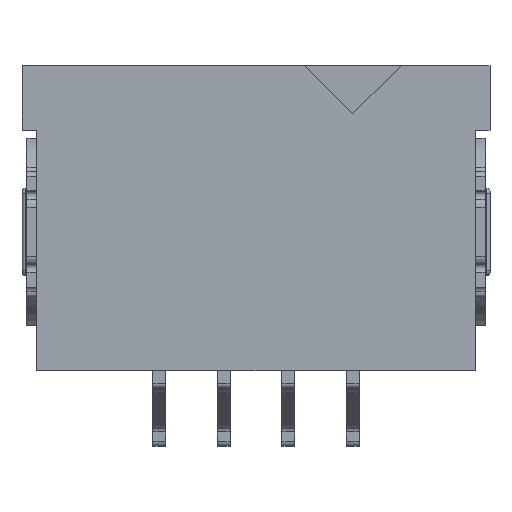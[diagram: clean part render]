
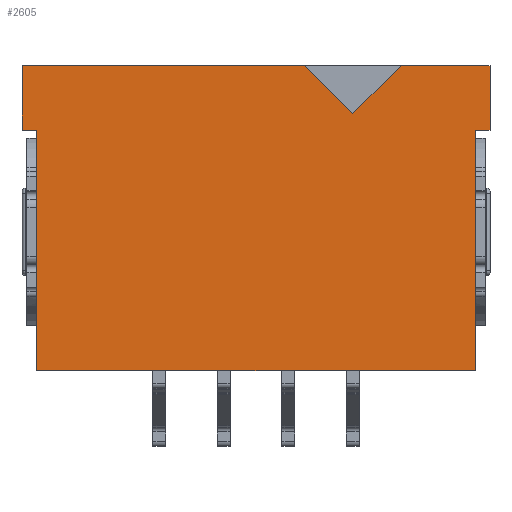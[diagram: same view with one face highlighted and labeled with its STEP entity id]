
A CAD part, front view. The second image highlights one B-rep face of the part: STEP entity #2605.
In plain terms, the highlighted planar face has unit normal (0, -1, 0).
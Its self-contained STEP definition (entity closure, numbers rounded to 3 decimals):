
#993=CARTESIAN_POINT('',(0.,-4.125,6.25));
#994=VERTEX_POINT('',#993);
#995=CARTESIAN_POINT('',(1.5,-4.125,7.75));
#996=VERTEX_POINT('',#995);
#997=CARTESIAN_POINT('',(0.,-4.125,6.25));
#998=DIRECTION('',(0.707,0.,0.707));
#999=VECTOR('',#998,2.121);
#1000=LINE('',#997,#999);
#1001=EDGE_CURVE('',#994,#996,#1000,.T.);
#1033=CARTESIAN_POINT('',(-1.5,-4.125,7.75));
#1034=VERTEX_POINT('',#1033);
#1035=CARTESIAN_POINT('',(-1.5,-4.125,7.75));
#1036=DIRECTION('',(0.707,0.,-0.707));
#1037=VECTOR('',#1036,2.121);
#1038=LINE('',#1035,#1037);
#1039=EDGE_CURVE('',#1034,#994,#1038,.T.);
#2526=CARTESIAN_POINT('',(-3.,-4.125,3.025));
#2527=DIRECTION('',(1.,0.,0.));
#2528=DIRECTION('',(0.,-1.,0.));
#2529=AXIS2_PLACEMENT_3D('',#2526,#2528,#2527);
#2530=PLANE('',#2529);
#2531=CARTESIAN_POINT('',(4.25,-4.125,7.75));
#2532=VERTEX_POINT('',#2531);
#2533=CARTESIAN_POINT('',(4.25,-4.125,7.75));
#2534=DIRECTION('',(-1.,0.,0.));
#2535=VECTOR('',#2534,2.75);
#2536=LINE('',#2533,#2535);
#2537=EDGE_CURVE('',#2532,#996,#2536,.T.);
#2538=ORIENTED_EDGE('',*,*,#2537,.T.);
#2539=ORIENTED_EDGE('',*,*,#1001,.F.);
#2540=ORIENTED_EDGE('',*,*,#1039,.F.);
#2541=CARTESIAN_POINT('',(-10.25,-4.125,7.75));
#2542=VERTEX_POINT('',#2541);
#2543=CARTESIAN_POINT('',(-1.5,-4.125,7.75));
#2544=DIRECTION('',(-1.,0.,0.));
#2545=VECTOR('',#2544,8.75);
#2546=LINE('',#2543,#2545);
#2547=EDGE_CURVE('',#1034,#2542,#2546,.T.);
#2548=ORIENTED_EDGE('',*,*,#2547,.T.);
#2549=CARTESIAN_POINT('',(-10.25,-4.125,5.75));
#2550=VERTEX_POINT('',#2549);
#2551=CARTESIAN_POINT('',(-10.25,-4.125,7.75));
#2552=DIRECTION('',(0.,0.,-1.));
#2553=VECTOR('',#2552,2.);
#2554=LINE('',#2551,#2553);
#2555=EDGE_CURVE('',#2542,#2550,#2554,.T.);
#2556=ORIENTED_EDGE('',*,*,#2555,.T.);
#2557=CARTESIAN_POINT('',(-9.8,-4.125,5.75));
#2558=VERTEX_POINT('',#2557);
#2559=CARTESIAN_POINT('',(-10.25,-4.125,5.75));
#2560=DIRECTION('',(1.,0.,0.));
#2561=VECTOR('',#2560,0.45);
#2562=LINE('',#2559,#2561);
#2563=EDGE_CURVE('',#2550,#2558,#2562,.T.);
#2564=ORIENTED_EDGE('',*,*,#2563,.T.);
#2565=CARTESIAN_POINT('',(-9.8,-4.125,-1.7));
#2566=VERTEX_POINT('',#2565);
#2567=CARTESIAN_POINT('',(-9.8,-4.125,5.75));
#2568=DIRECTION('',(0.,0.,-1.));
#2569=VECTOR('',#2568,7.45);
#2570=LINE('',#2567,#2569);
#2571=EDGE_CURVE('',#2558,#2566,#2570,.T.);
#2572=ORIENTED_EDGE('',*,*,#2571,.T.);
#2573=CARTESIAN_POINT('',(3.8,-4.125,-1.7));
#2574=VERTEX_POINT('',#2573);
#2575=CARTESIAN_POINT('',(-9.8,-4.125,-1.7));
#2576=DIRECTION('',(1.,0.,0.));
#2577=VECTOR('',#2576,13.6);
#2578=LINE('',#2575,#2577);
#2579=EDGE_CURVE('',#2566,#2574,#2578,.T.);
#2580=ORIENTED_EDGE('',*,*,#2579,.T.);
#2581=CARTESIAN_POINT('',(3.8,-4.125,5.75));
#2582=VERTEX_POINT('',#2581);
#2583=CARTESIAN_POINT('',(3.8,-4.125,-1.7));
#2584=DIRECTION('',(0.,0.,1.));
#2585=VECTOR('',#2584,7.45);
#2586=LINE('',#2583,#2585);
#2587=EDGE_CURVE('',#2574,#2582,#2586,.T.);
#2588=ORIENTED_EDGE('',*,*,#2587,.T.);
#2589=CARTESIAN_POINT('',(4.25,-4.125,5.75));
#2590=VERTEX_POINT('',#2589);
#2591=CARTESIAN_POINT('',(3.8,-4.125,5.75));
#2592=DIRECTION('',(1.,0.,0.));
#2593=VECTOR('',#2592,0.45);
#2594=LINE('',#2591,#2593);
#2595=EDGE_CURVE('',#2582,#2590,#2594,.T.);
#2596=ORIENTED_EDGE('',*,*,#2595,.T.);
#2597=CARTESIAN_POINT('',(4.25,-4.125,5.75));
#2598=DIRECTION('',(0.,0.,1.));
#2599=VECTOR('',#2598,2.);
#2600=LINE('',#2597,#2599);
#2601=EDGE_CURVE('',#2590,#2532,#2600,.T.);
#2602=ORIENTED_EDGE('',*,*,#2601,.T.);
#2603=EDGE_LOOP('',(#2538,#2539,#2540,#2548,#2556,#2564,#2572,#2580,#2588,#2596,#2602));
#2604=FACE_OUTER_BOUND('',#2603,.T.);
#2605=ADVANCED_FACE('',(#2604),#2530,.T.);
